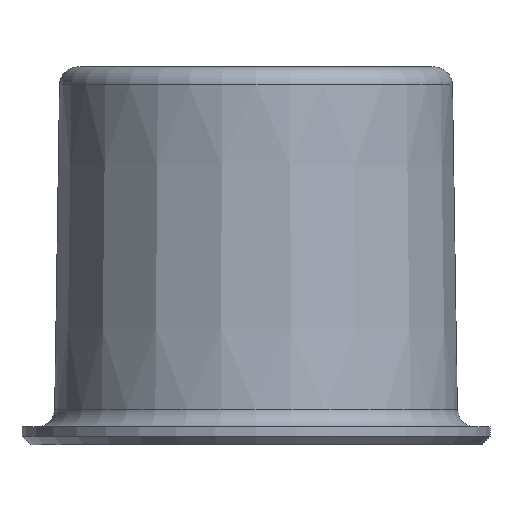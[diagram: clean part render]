
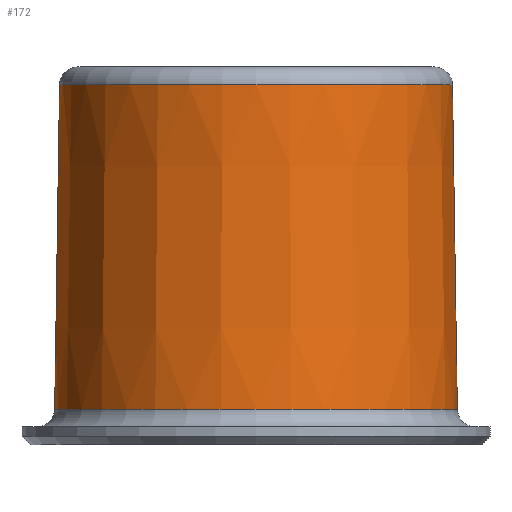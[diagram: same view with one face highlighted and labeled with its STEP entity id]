
A CAD part, front view. The second image highlights one B-rep face of the part: STEP entity #172.
In plain terms, the highlighted conical face has half-angle 0.859 degrees and reference radius 11.05 mm.
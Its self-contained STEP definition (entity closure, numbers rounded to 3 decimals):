
#33=FACE_OUTER_BOUND('',#46,.T.);
#46=EDGE_LOOP('',(#144,#145,#146,#147,#148));
#58=LINE('',#317,#65);
#65=VECTOR('',#263,11.05);
#74=CIRCLE('',#205,10.915);
#77=CIRCLE('',#208,10.915);
#78=CIRCLE('',#210,11.185);
#89=VERTEX_POINT('',#308);
#90=VERTEX_POINT('',#309);
#92=VERTEX_POINT('',#316);
#107=EDGE_CURVE('',#89,#90,#74,.T.);
#110=EDGE_CURVE('',#90,#89,#77,.T.);
#111=EDGE_CURVE('',#89,#92,#58,.T.);
#112=EDGE_CURVE('',#92,#92,#78,.T.);
#144=ORIENTED_EDGE('',*,*,#107,.F.);
#145=ORIENTED_EDGE('',*,*,#111,.T.);
#146=ORIENTED_EDGE('',*,*,#112,.F.);
#147=ORIENTED_EDGE('',*,*,#111,.F.);
#148=ORIENTED_EDGE('',*,*,#110,.F.);
#164=CONICAL_SURFACE('',#209,11.05,0.015);
#172=ADVANCED_FACE('',(#33),#164,.T.);
#205=AXIS2_PLACEMENT_3D('',#310,#253,#254);
#208=AXIS2_PLACEMENT_3D('',#314,#259,#260);
#209=AXIS2_PLACEMENT_3D('',#315,#261,#262);
#210=AXIS2_PLACEMENT_3D('',#318,#264,#265);
#253=DIRECTION('center_axis',(0.,0.,1.));
#254=DIRECTION('ref_axis',(1.,0.,0.));
#259=DIRECTION('center_axis',(0.,0.,1.));
#260=DIRECTION('ref_axis',(1.,0.,0.));
#261=DIRECTION('center_axis',(0.,0.,-1.));
#262=DIRECTION('ref_axis',(1.,0.,0.));
#263=DIRECTION('',(-0.015,0.,-1.));
#264=DIRECTION('center_axis',(0.,0.,-1.));
#265=DIRECTION('ref_axis',(1.,0.,0.));
#308=CARTESIAN_POINT('',(19.085,0.,20.015));
#309=CARTESIAN_POINT('',(40.915,0.,20.015));
#310=CARTESIAN_POINT('Origin',(30.,0.,20.015));
#314=CARTESIAN_POINT('Origin',(30.,0.,20.015));
#315=CARTESIAN_POINT('Origin',(30.,0.,11.));
#316=CARTESIAN_POINT('',(18.815,0.,1.985));
#317=CARTESIAN_POINT('',(18.95,0.,11.));
#318=CARTESIAN_POINT('Origin',(30.,0.,1.985));
